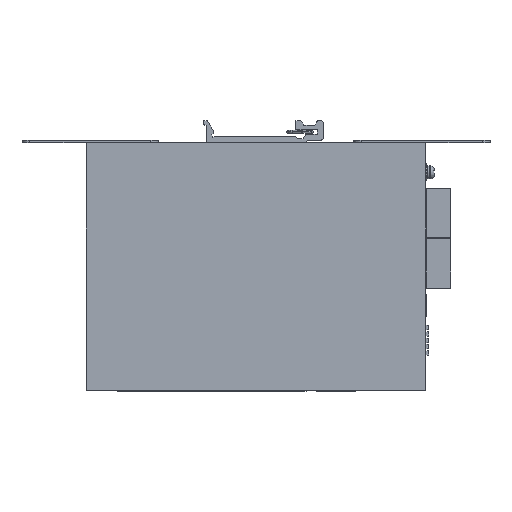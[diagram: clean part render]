
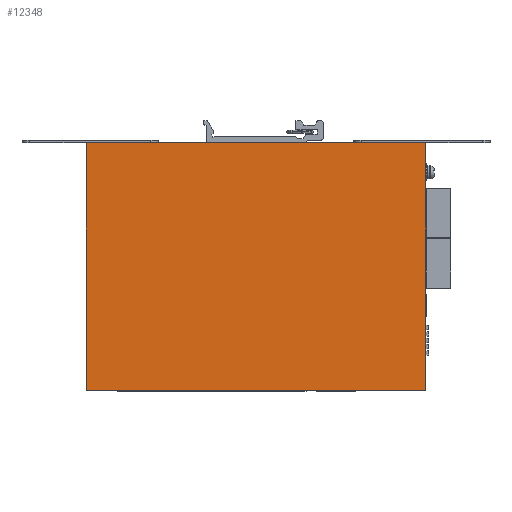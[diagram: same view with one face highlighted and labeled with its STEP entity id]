
A CAD part, top view. The second image highlights one B-rep face of the part: STEP entity #12348.
In plain terms, the highlighted planar face has unit normal (0, 0, 1).
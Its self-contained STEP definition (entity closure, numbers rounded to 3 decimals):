
#3056=DIRECTION('',(0.,-1.,0.));
#3057=VECTOR('',#3056,100.);
#3058=CARTESIAN_POINT('',(68.5,0.,1.));
#3059=LINE('',#3058,#3057);
#3060=DIRECTION('',(-1.,0.,0.));
#3061=VECTOR('',#3060,137.);
#3062=CARTESIAN_POINT('',(68.5,-100.,1.));
#3063=LINE('',#3062,#3061);
#3064=DIRECTION('',(0.,1.,0.));
#3065=VECTOR('',#3064,100.);
#3066=CARTESIAN_POINT('',(-68.5,-100.,1.));
#3067=LINE('',#3066,#3065);
#3068=DIRECTION('',(1.,0.,0.));
#3069=VECTOR('',#3068,137.);
#3070=CARTESIAN_POINT('',(-68.5,0.,1.));
#3071=LINE('',#3070,#3069);
#7991=CARTESIAN_POINT('',(68.5,0.,1.));
#7992=CARTESIAN_POINT('',(68.5,-100.,1.));
#7993=VERTEX_POINT('',#7991);
#7994=VERTEX_POINT('',#7992);
#7995=CARTESIAN_POINT('',(-68.5,-100.,1.));
#7996=VERTEX_POINT('',#7995);
#7997=CARTESIAN_POINT('',(-68.5,0.,1.));
#7998=VERTEX_POINT('',#7997);
#12336=CARTESIAN_POINT('',(0.,0.,1.));
#12337=DIRECTION('',(0.,0.,1.));
#12338=DIRECTION('',(1.,0.,0.));
#12339=AXIS2_PLACEMENT_3D('',#12336,#12337,#12338);
#12340=PLANE('',#12339);
#12341=ORIENTED_EDGE('',*,*,#8553,.T.);
#12343=ORIENTED_EDGE('',*,*,#12342,.T.);
#12344=ORIENTED_EDGE('',*,*,#12327,.T.);
#12345=ORIENTED_EDGE('',*,*,#10942,.T.);
#12346=EDGE_LOOP('',(#12341,#12343,#12344,#12345));
#12347=FACE_OUTER_BOUND('',#12346,.F.);
#8553=EDGE_CURVE('',#7993,#7994,#3059,.T.);
#10942=EDGE_CURVE('',#7998,#7993,#3071,.T.);
#12327=EDGE_CURVE('',#7996,#7998,#3067,.T.);
#12342=EDGE_CURVE('',#7994,#7996,#3063,.T.);
#12348=ADVANCED_FACE('',(#12347),#12340,.T.);
